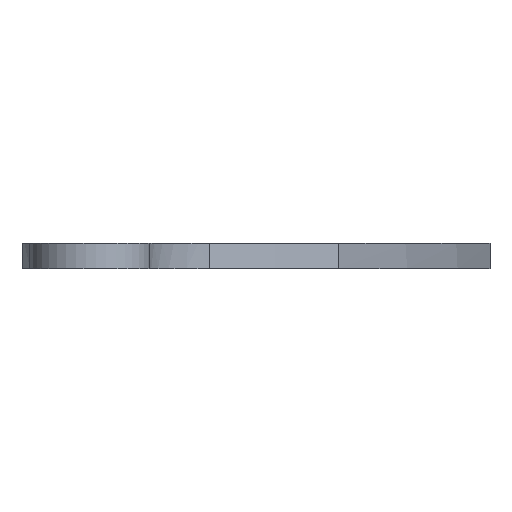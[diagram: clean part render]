
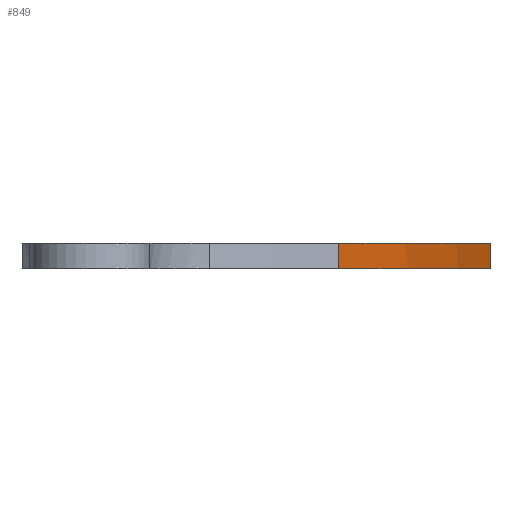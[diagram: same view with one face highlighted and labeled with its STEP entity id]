
A CAD part, left-side view. The second image highlights one B-rep face of the part: STEP entity #849.
In plain terms, the highlighted free-form (B-spline) face has degree [5, 1] with [15, 2] control points.
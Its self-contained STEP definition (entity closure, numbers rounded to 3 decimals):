
#66=(
BOUNDED_CURVE()
B_SPLINE_CURVE(5,(#1245,#1246,#1247,#1248,#1249,#1250,#1251,#1252,#1253,
#1254),.UNSPECIFIED.,.F.,.F.)
B_SPLINE_CURVE_WITH_KNOTS((6,1,1,1,1,6),(0.,0.1,0.2,0.3,0.4,0.422),
 .UNSPECIFIED.)
CURVE()
GEOMETRIC_REPRESENTATION_ITEM()
RATIONAL_B_SPLINE_CURVE((1.,1.,1.,1.,1.,1.,1.,1.,1.,1.))
REPRESENTATION_ITEM('')
);
#80=(
BOUNDED_SURFACE()
B_SPLINE_SURFACE(5,1,((#1214,#1215),(#1216,#1217),(#1218,#1219),(#1220,
#1221),(#1222,#1223),(#1224,#1225),(#1226,#1227),(#1228,#1229),(#1230,#1231),
(#1232,#1233),(#1234,#1235),(#1236,#1237),(#1238,#1239),(#1240,#1241),(#1242,
#1243)),.UNSPECIFIED.,.F.,.F.,.F.)
B_SPLINE_SURFACE_WITH_KNOTS((6,1,1,1,1,1,1,1,1,1,6),(2,2),(0.,0.1,0.2,0.3,
0.4,0.5,0.6,0.7,0.8,0.9,1.),(0.,20.),.UNSPECIFIED.)
GEOMETRIC_REPRESENTATION_ITEM()
RATIONAL_B_SPLINE_SURFACE(((1.,1.),(1.,1.),(1.,1.),(1.,1.),(1.,1.),(1.,
1.),(1.,1.),(1.,1.),(1.,1.),(1.,1.),(1.,1.),(1.,1.),(1.,1.),(1.,1.),(1.,
1.)))
REPRESENTATION_ITEM('')
SURFACE()
);
#95=FACE_OUTER_BOUND('',#140,.T.);
#140=EDGE_LOOP('',(#590,#591,#592,#593));
#194=B_SPLINE_CURVE_WITH_KNOTS('',3,(#1175,#1176,#1177,#1178,#1179,#1180),
 .UNSPECIFIED.,.F.,.F.,(4,2,4),(-0.63,-0.315,0.),.UNSPECIFIED.);
#198=B_SPLINE_CURVE_WITH_KNOTS('',3,(#1257,#1258,#1259,#1260,#1261,#1262),
 .UNSPECIFIED.,.F.,.F.,(4,2,4),(15.271,17.888,26.032),
 .UNSPECIFIED.);
#233=LINE('',#1256,#300);
#300=VECTOR('',#984,10.);
#362=VERTEX_POINT('',#1164);
#364=VERTEX_POINT('',#1173);
#373=VERTEX_POINT('',#1244);
#374=VERTEX_POINT('',#1255);
#451=EDGE_CURVE('',#362,#364,#194,.T.);
#460=EDGE_CURVE('',#373,#364,#66,.T.);
#461=EDGE_CURVE('',#374,#373,#233,.T.);
#462=EDGE_CURVE('',#362,#374,#198,.T.);
#590=ORIENTED_EDGE('',*,*,#451,.T.);
#591=ORIENTED_EDGE('',*,*,#460,.F.);
#592=ORIENTED_EDGE('',*,*,#461,.F.);
#593=ORIENTED_EDGE('',*,*,#462,.F.);
#849=ADVANCED_FACE('',(#95),#80,.F.);
#984=DIRECTION('',(0.,0.,1.));
#1164=CARTESIAN_POINT('',(178.258,18.388,0.));
#1173=CARTESIAN_POINT('',(178.258,18.388,6.3));
#1175=CARTESIAN_POINT('Ctrl Pts',(178.258,18.388,0.));
#1176=CARTESIAN_POINT('Ctrl Pts',(178.258,18.388,1.05));
#1177=CARTESIAN_POINT('Ctrl Pts',(178.258,18.388,2.1));
#1178=CARTESIAN_POINT('Ctrl Pts',(178.258,18.388,4.2));
#1179=CARTESIAN_POINT('Ctrl Pts',(178.258,18.388,5.25));
#1180=CARTESIAN_POINT('Ctrl Pts',(178.258,18.388,6.3));
#1214=CARTESIAN_POINT('Ctrl Pts',(92.086,56.255,6.3));
#1215=CARTESIAN_POINT('Ctrl Pts',(92.086,56.255,-193.7));
#1216=CARTESIAN_POINT('Ctrl Pts',(95.739,53.616,6.3));
#1217=CARTESIAN_POINT('Ctrl Pts',(95.739,53.616,-193.7));
#1218=CARTESIAN_POINT('Ctrl Pts',(103.141,48.527,6.3));
#1219=CARTESIAN_POINT('Ctrl Pts',(103.141,48.527,-193.7));
#1220=CARTESIAN_POINT('Ctrl Pts',(114.535,41.462,6.3));
#1221=CARTESIAN_POINT('Ctrl Pts',(114.535,41.462,-193.7));
#1222=CARTESIAN_POINT('Ctrl Pts',(130.314,33.194,6.3));
#1223=CARTESIAN_POINT('Ctrl Pts',(130.314,33.194,-193.7));
#1224=CARTESIAN_POINT('Ctrl Pts',(151.082,24.907,6.3));
#1225=CARTESIAN_POINT('Ctrl Pts',(151.082,24.907,-193.7));
#1226=CARTESIAN_POINT('Ctrl Pts',(172.974,18.826,6.3));
#1227=CARTESIAN_POINT('Ctrl Pts',(172.974,18.826,-193.7));
#1228=CARTESIAN_POINT('Ctrl Pts',(196.062,15.091,6.3));
#1229=CARTESIAN_POINT('Ctrl Pts',(196.062,15.091,-193.7));
#1230=CARTESIAN_POINT('Ctrl Pts',(220.351,13.71,6.3));
#1231=CARTESIAN_POINT('Ctrl Pts',(220.351,13.71,-193.7));
#1232=CARTESIAN_POINT('Ctrl Pts',(245.758,14.524,6.3));
#1233=CARTESIAN_POINT('Ctrl Pts',(245.758,14.524,-193.7));
#1234=CARTESIAN_POINT('Ctrl Pts',(272.186,17.337,6.3));
#1235=CARTESIAN_POINT('Ctrl Pts',(272.186,17.337,-193.7));
#1236=CARTESIAN_POINT('Ctrl Pts',(294.069,21.042,6.3));
#1237=CARTESIAN_POINT('Ctrl Pts',(294.069,21.042,-193.7));
#1238=CARTESIAN_POINT('Ctrl Pts',(310.871,24.585,6.3));
#1239=CARTESIAN_POINT('Ctrl Pts',(310.871,24.585,-193.7));
#1240=CARTESIAN_POINT('Ctrl Pts',(322.242,27.281,6.3));
#1241=CARTESIAN_POINT('Ctrl Pts',(322.242,27.281,-193.7));
#1242=CARTESIAN_POINT('Ctrl Pts',(327.971,28.712,6.3));
#1243=CARTESIAN_POINT('Ctrl Pts',(327.971,28.712,-193.7));
#1244=CARTESIAN_POINT('',(92.086,56.255,6.3));
#1245=CARTESIAN_POINT('Ctrl Pts',(92.086,56.255,6.3));
#1246=CARTESIAN_POINT('Ctrl Pts',(95.739,53.616,6.3));
#1247=CARTESIAN_POINT('Ctrl Pts',(103.141,48.527,6.3));
#1248=CARTESIAN_POINT('Ctrl Pts',(114.535,41.462,6.3));
#1249=CARTESIAN_POINT('Ctrl Pts',(130.314,33.194,6.3));
#1250=CARTESIAN_POINT('Ctrl Pts',(147.843,26.199,6.3));
#1251=CARTESIAN_POINT('Ctrl Pts',(161.802,22.006,6.3));
#1252=CARTESIAN_POINT('Ctrl Pts',(171.717,19.683,6.3));
#1253=CARTESIAN_POINT('Ctrl Pts',(177.255,18.581,6.3));
#1254=CARTESIAN_POINT('Ctrl Pts',(178.258,18.388,6.3));
#1255=CARTESIAN_POINT('',(92.086,56.255,0.));
#1256=CARTESIAN_POINT('',(92.086,56.255,6.3));
#1257=CARTESIAN_POINT('Ctrl Pts',(178.258,18.388,0.));
#1258=CARTESIAN_POINT('Ctrl Pts',(170.735,19.838,0.));
#1259=CARTESIAN_POINT('Ctrl Pts',(163.423,21.669,0.));
#1260=CARTESIAN_POINT('Ctrl Pts',(133.948,30.767,0.));
#1261=CARTESIAN_POINT('Ctrl Pts',(112.37,41.602,0.));
#1262=CARTESIAN_POINT('Ctrl Pts',(92.086,56.255,0.));
